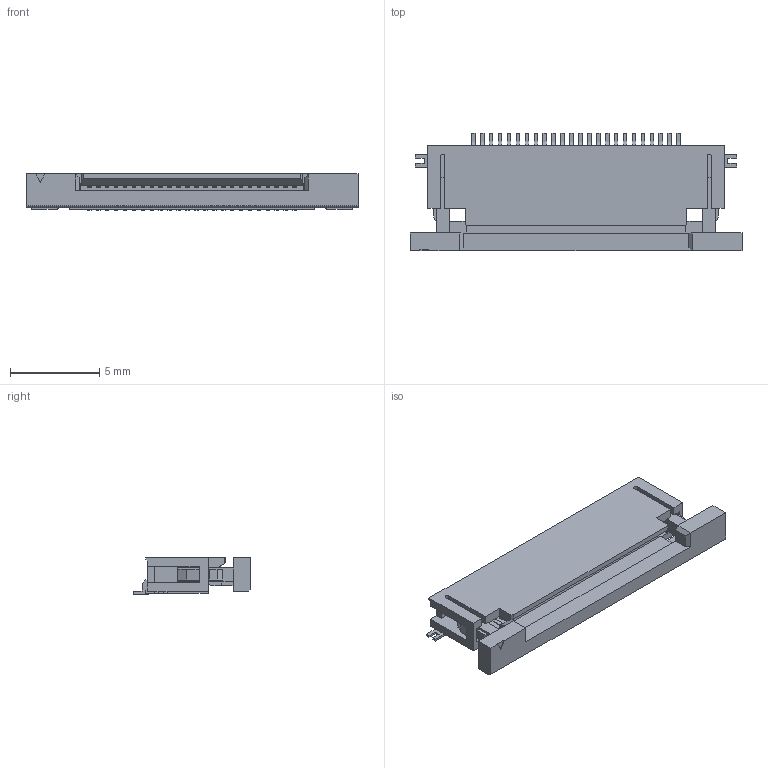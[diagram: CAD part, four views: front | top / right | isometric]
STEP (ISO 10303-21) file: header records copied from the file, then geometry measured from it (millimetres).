
FILE_DESCRIPTION(('FreeCAD Model'),'2;1');
FILE_NAME( 'FCC_molex_52435-2471.step', '2018-08-08T13:37:25',('kicad StepUp'),('ksu MCAD'), 'Open CASCADE STEP processor 7.2','FreeCAD','Unknown');
FILE_SCHEMA(('AUTOMOTIVE_DESIGN { 1 0 10303 214 1 1 1 1 }'));
Length unit declared in the file: millimetre
Products named in the file (1): FCC_molex_52435-2471
Bounding box: 18.6 x 6.6 x 2.05 mm (x, y, z)
Volume: 127.8 mm3; surface area: 469.9 mm2
Topology: 1 solids, 1 shells, 692 faces, 2015 edges, 1320 vertices
Faces by surface type: plane 616, cylinder 76
Entity records: 27405 total; most frequent: CARTESIAN_POINT 4268, ORIENTED_EDGE 4030, DIRECTION 3459, EDGE_CURVE 2015, LINE 1861, VECTOR 1861, VERTEX_POINT 1320, AXIS2_PLACEMENT_3D 799
